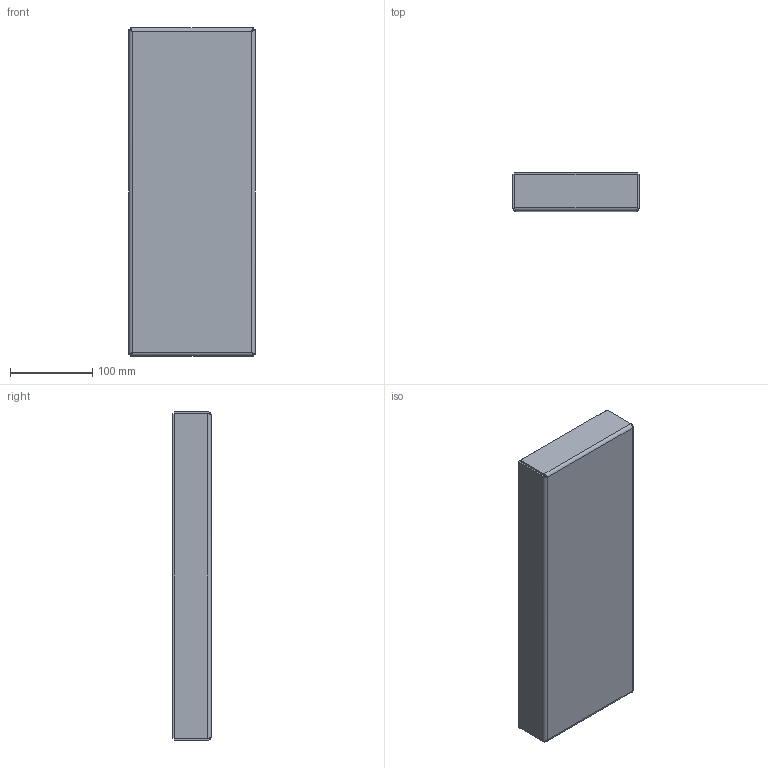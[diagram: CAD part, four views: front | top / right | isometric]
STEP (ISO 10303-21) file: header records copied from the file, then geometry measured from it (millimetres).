
FILE_DESCRIPTION(/* description */ (''),/* implementation_level */ '2;1');
FILE_NAME(/* name */ 'SVMF020400.stp',/* time_stamp */ '2023-12-14T08:57:41+01:00',/* author */ ('EN'),/* organization */ (''),/* preprocessor_version */ 'ST-DEVELOPER v18.1',/* originating_system */ 'Autodesk Inventor 2021',/* authorisation */ '');
FILE_SCHEMA (('AUTOMOTIVE_DESIGN { 1 0 10303 214 3 1 1 }'));
Length unit declared in the file: millimetre
Products named in the file (1): SVMF020400_Obal_1
Bounding box: 154 x 47 x 400 mm (x, y, z)
Volume: 2885724.8 mm3; surface area: 173453.7 mm2
Topology: 1 solids, 1 shells, 45 faces, 97 edges, 58 vertices
Faces by surface type: plane 22, bspline 16, cylinder 7
Full cylindrical faces by diameter (mm): 6.647 x3
Entity records: 1649 total; most frequent: CARTESIAN_POINT 687, ORIENTED_EDGE 194, DIRECTION 131, EDGE_CURVE 97, LINE 59, VECTOR 59, VERTEX_POINT 58, EDGE_LOOP 49
